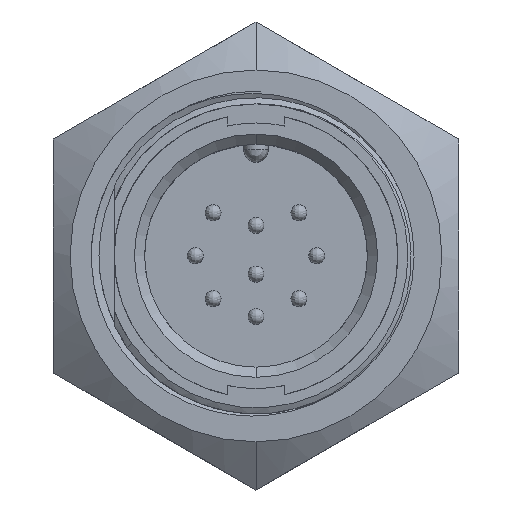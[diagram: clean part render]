
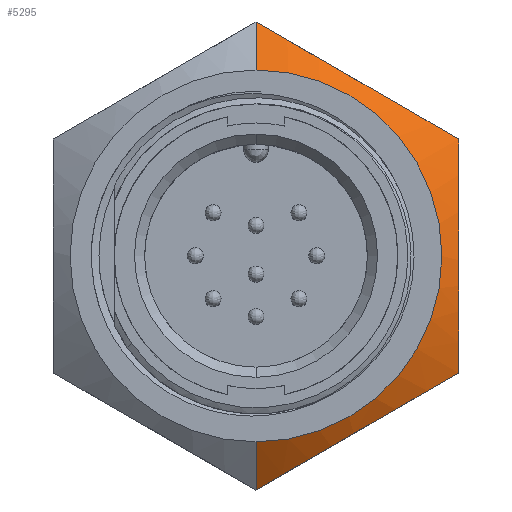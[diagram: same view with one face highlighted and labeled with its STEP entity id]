
A CAD part, top view. The second image highlights one B-rep face of the part: STEP entity #5295.
In plain terms, the highlighted conical face has half-angle 55 degrees and reference radius 14.683 mm.
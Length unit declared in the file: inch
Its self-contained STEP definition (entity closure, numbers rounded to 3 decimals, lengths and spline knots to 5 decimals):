
#1221 = LINE ( 'NONE', #1222, #10238 ) ;
#1222 = CARTESIAN_POINT ( 'NONE',  ( 0., 0.57806, -0.3735 ) ) ;
#1223 = DIRECTION ( 'NONE',  ( 0., 0.819, -0.574 ) ) ;
#1858 = LINE ( 'NONE', #1859, #11179 ) ;
#1859 = CARTESIAN_POINT ( 'NONE',  ( 0., -0.57806, -0.3735 ) ) ;
#1860 = DIRECTION ( 'NONE',  ( 0., -0.819, -0.574 ) ) ;
#4660 = EDGE_CURVE ( 'NONE', #12080, #12026, #22415, .T. ) ;
#4732 = EDGE_CURVE ( 'NONE', #11946, #11955, #19729, .T. ) ;
#4883 = EDGE_CURVE ( 'NONE', #11946, #12026, #1221, .T. ) ;
#4925 = EDGE_CURVE ( 'NONE', #11955, #12098, #1858, .T. ) ;
#5218 = EDGE_CURVE ( 'NONE', #12098, #12081, #14114, .T. ) ;
#5295 = ADVANCED_FACE ( 'NONE', ( #8682 ), #19656, .T. ) ;
#5304 = EDGE_CURVE ( 'NONE', #12081, #12080, #14167, .T. ) ;
#7137 = CARTESIAN_POINT ( 'NONE',  ( 0., 0., -0.3735 ) ) ;
#7138 = DIRECTION ( 'NONE',  ( 0., 0., -1. ) ) ;
#7139 = DIRECTION ( 'NONE',  ( 0., 1., 0. ) ) ;
#7208 = CARTESIAN_POINT ( 'NONE',  ( 0.5, -0.28868, -0.373 ) ) ;
#7209 = CARTESIAN_POINT ( 'NONE',  ( 0.5, -0.24199, -0.35665 ) ) ;
#7210 = CARTESIAN_POINT ( 'NONE',  ( 0.5, -0.19482, -0.3431 ) ) ;
#7211 = CARTESIAN_POINT ( 'NONE',  ( 0.5, -0.09912, -0.3242 ) ) ;
#7212 = CARTESIAN_POINT ( 'NONE',  ( 0.5, -0.05056, -0.31892 ) ) ;
#7213 = CARTESIAN_POINT ( 'NONE',  ( 0.5, 0.02359, -0.3188 ) ) ;
#7214 = CARTESIAN_POINT ( 'NONE',  ( 0.5, 0.04858, -0.32007 ) ) ;
#7215 = CARTESIAN_POINT ( 'NONE',  ( 0.5, 0.09776, -0.32506 ) ) ;
#7216 = CARTESIAN_POINT ( 'NONE',  ( 0.5, 0.12209, -0.32876 ) ) ;
#7217 = CARTESIAN_POINT ( 'NONE',  ( 0.5, 0.19446, -0.34298 ) ) ;
#7218 = CARTESIAN_POINT ( 'NONE',  ( 0.5, 0.24185, -0.35661 ) ) ;
#7219 = CARTESIAN_POINT ( 'NONE',  ( 0.5, 0.28868, -0.373 ) ) ;
#7719 = CARTESIAN_POINT ( 'NONE',  ( 0., -0.57735, -0.373 ) ) ;
#7720 = CARTESIAN_POINT ( 'NONE',  ( 0.04043, -0.55401, -0.35665 ) ) ;
#7721 = CARTESIAN_POINT ( 'NONE',  ( 0.08128, -0.53042, -0.3431 ) ) ;
#7722 = CARTESIAN_POINT ( 'NONE',  ( 0.16416, -0.48257, -0.3242 ) ) ;
#7723 = CARTESIAN_POINT ( 'NONE',  ( 0.20621, -0.45829, -0.31892 ) ) ;
#7724 = CARTESIAN_POINT ( 'NONE',  ( 0.27043, -0.42122, -0.3188 ) ) ;
#7725 = CARTESIAN_POINT ( 'NONE',  ( 0.29208, -0.40872, -0.32007 ) ) ;
#7726 = CARTESIAN_POINT ( 'NONE',  ( 0.33466, -0.38413, -0.32506 ) ) ;
#7727 = CARTESIAN_POINT ( 'NONE',  ( 0.35574, -0.37197, -0.32876 ) ) ;
#7728 = CARTESIAN_POINT ( 'NONE',  ( 0.41841, -0.33578, -0.34298 ) ) ;
#7729 = CARTESIAN_POINT ( 'NONE',  ( 0.45945, -0.31209, -0.35661 ) ) ;
#7730 = CARTESIAN_POINT ( 'NONE',  ( 0.5, -0.28868, -0.373 ) ) ;
#8678 = AXIS2_PLACEMENT_3D ( 'NONE', #7137, #7138, #7139 ) ;
#8682 = FACE_OUTER_BOUND ( 'NONE', #9470, .T. ) ;
#9470 = EDGE_LOOP ( 'NONE', ( #9990, #9988, #9989, #9987, #9986, #9985 ) ) ;
#9985 = ORIENTED_EDGE ( 'NONE', *, *, #4883, .F. ) ;
#9986 = ORIENTED_EDGE ( 'NONE', *, *, #4660, .T. ) ;
#9987 = ORIENTED_EDGE ( 'NONE', *, *, #5304, .T. ) ;
#9988 = ORIENTED_EDGE ( 'NONE', *, *, #4925, .T. ) ;
#9989 = ORIENTED_EDGE ( 'NONE', *, *, #5218, .T. ) ;
#9990 = ORIENTED_EDGE ( 'NONE', *, *, #4732, .T. ) ;
#10238 = VECTOR ( 'NONE', #1223, 39.37008 ) ;
#10248 = AXIS2_PLACEMENT_3D ( 'NONE', #22126, #22122, #22121 ) ;
#11179 = VECTOR ( 'NONE', #1860, 39.37008 ) ;
#11946 = VERTEX_POINT ( 'NONE', #14343 ) ;
#11955 = VERTEX_POINT ( 'NONE', #14352 ) ;
#12026 = VERTEX_POINT ( 'NONE', #14423 ) ;
#12080 = VERTEX_POINT ( 'NONE', #14477 ) ;
#12081 = VERTEX_POINT ( 'NONE', #14478 ) ;
#12098 = VERTEX_POINT ( 'NONE', #14495 ) ;
#14114 = B_SPLINE_CURVE_WITH_KNOTS ( 'NONE', 3,
 ( #7719, #7720, #7721, #7722, #7723, #7724, #7725, #7726, #7727, #7728, #7729, #7730 ),
 .UNSPECIFIED., .F., .F.,
 ( 4, 2, 2, 2, 2, 4 ),
 ( 0., 0.00372, 0.00743, 0.00929, 0.01115, 0.01486 ),
 .UNSPECIFIED. ) ;
#14167 = B_SPLINE_CURVE_WITH_KNOTS ( 'NONE', 3,
 ( #7208, #7209, #7210, #7211, #7212, #7213, #7214, #7215, #7216, #7217, #7218, #7219 ),
 .UNSPECIFIED., .F., .F.,
 ( 4, 2, 2, 2, 2, 4 ),
 ( 0., 0.00372, 0.00743, 0.00929, 0.01115, 0.01486 ),
 .UNSPECIFIED. ) ;
#14343 = CARTESIAN_POINT ( 'NONE',  ( 0., 0.45881, -0.29 ) ) ;
#14352 = CARTESIAN_POINT ( 'NONE',  ( 0., -0.45881, -0.29 ) ) ;
#14423 = CARTESIAN_POINT ( 'NONE',  ( 0., 0.57735, -0.373 ) ) ;
#14477 = CARTESIAN_POINT ( 'NONE',  ( 0.5, 0.28868, -0.373 ) ) ;
#14478 = CARTESIAN_POINT ( 'NONE',  ( 0.5, -0.28868, -0.373 ) ) ;
#14495 = CARTESIAN_POINT ( 'NONE',  ( 0., -0.57735, -0.373 ) ) ;
#16351 = CARTESIAN_POINT ( 'NONE',  ( 0., 0.57735, -0.373 ) ) ;
#16352 = CARTESIAN_POINT ( 'NONE',  ( 0.04055, 0.55394, -0.35661 ) ) ;
#16353 = CARTESIAN_POINT ( 'NONE',  ( 0.08159, 0.53024, -0.34298 ) ) ;
#16354 = CARTESIAN_POINT ( 'NONE',  ( 0.14426, 0.49406, -0.32876 ) ) ;
#16355 = CARTESIAN_POINT ( 'NONE',  ( 0.16534, 0.48189, -0.32506 ) ) ;
#16356 = CARTESIAN_POINT ( 'NONE',  ( 0.20792, 0.4573, -0.32007 ) ) ;
#16357 = CARTESIAN_POINT ( 'NONE',  ( 0.22957, 0.44481, -0.3188 ) ) ;
#16358 = CARTESIAN_POINT ( 'NONE',  ( 0.29379, 0.40773, -0.31892 ) ) ;
#16359 = CARTESIAN_POINT ( 'NONE',  ( 0.33584, 0.38345, -0.3242 ) ) ;
#16360 = CARTESIAN_POINT ( 'NONE',  ( 0.41872, 0.3356, -0.3431 ) ) ;
#16361 = CARTESIAN_POINT ( 'NONE',  ( 0.45957, 0.31202, -0.35665 ) ) ;
#16365 = CARTESIAN_POINT ( 'NONE',  ( 0.5, 0.28868, -0.373 ) ) ;
#19656 = CONICAL_SURFACE ( 'NONE', #8678, 0.57806, 0.96 ) ;
#19729 = CIRCLE ( 'NONE', #10248, 0.45881 ) ;
#22121 = DIRECTION ( 'NONE',  ( 0., 1., 0. ) ) ;
#22122 = DIRECTION ( 'NONE',  ( 0., 0., -1. ) ) ;
#22126 = CARTESIAN_POINT ( 'NONE',  ( 0., 0., -0.29 ) ) ;
#22415 = B_SPLINE_CURVE_WITH_KNOTS ( 'NONE', 3,
 ( #16365, #16361, #16360, #16359, #16358, #16357, #16356, #16355, #16354, #16353, #16352, #16351 ),
 .UNSPECIFIED., .F., .F.,
 ( 4, 2, 2, 2, 2, 4 ),
 ( 0., 0.00372, 0.00743, 0.00929, 0.01115, 0.01486 ),
 .UNSPECIFIED. ) ;
